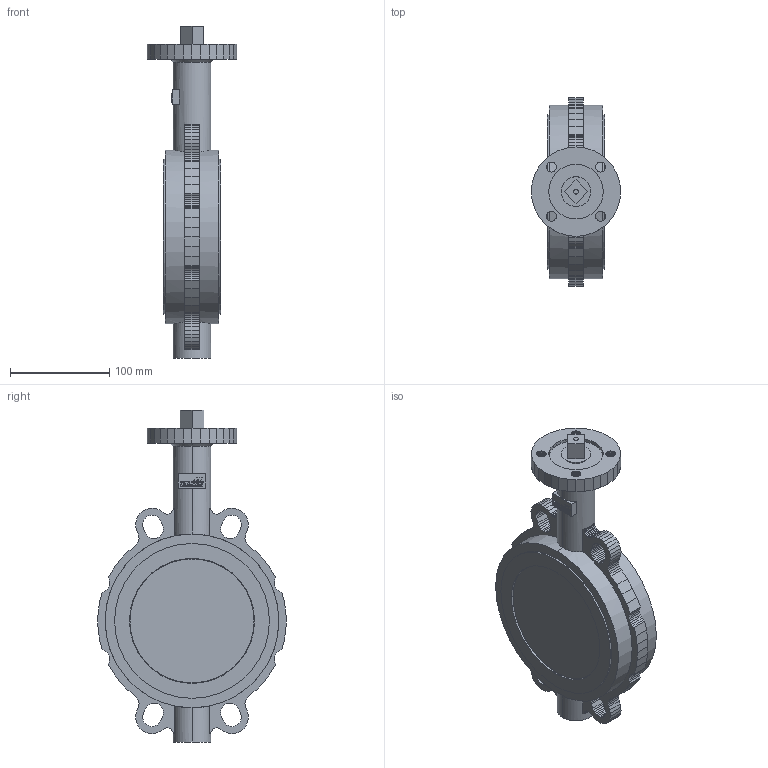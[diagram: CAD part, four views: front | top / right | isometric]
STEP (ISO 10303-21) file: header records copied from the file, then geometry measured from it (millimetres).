
FILE_DESCRIPTION(('no description'),'unknown implementation level');
FILE_NAME('Belimo_D6125N_3D.stp',' ',('pit-cup GmbH'),('CADClick - KiM GmbH - www.kimweb.de'),'unknown preprocess','ACIS','unknown authorization');
FILE_SCHEMA(('automotive_design'));
Length unit declared in the file: millimetre
Products named in the file (1): 1
Bounding box: 90 x 190 x 334.45 mm (x, y, z)
Volume: 1169358.6 mm3; surface area: 200186.3 mm2
Topology: 1 solids, 1 shells, 743 faces, 2132 edges, 1413 vertices
Faces by surface type: plane 652, cylinder 81, cone 10
Entity records: 48255 total; most frequent: CARTESIAN_POINT 5008, STYLED_ITEM 4289, PRESENTATION_STYLE_ASSIGNMENT 4289, COLOUR_RGB 4289, ORIENTED_EDGE 4264, DIRECTION 3752, EDGE_CURVE 2132, CURVE_STYLE 2132
